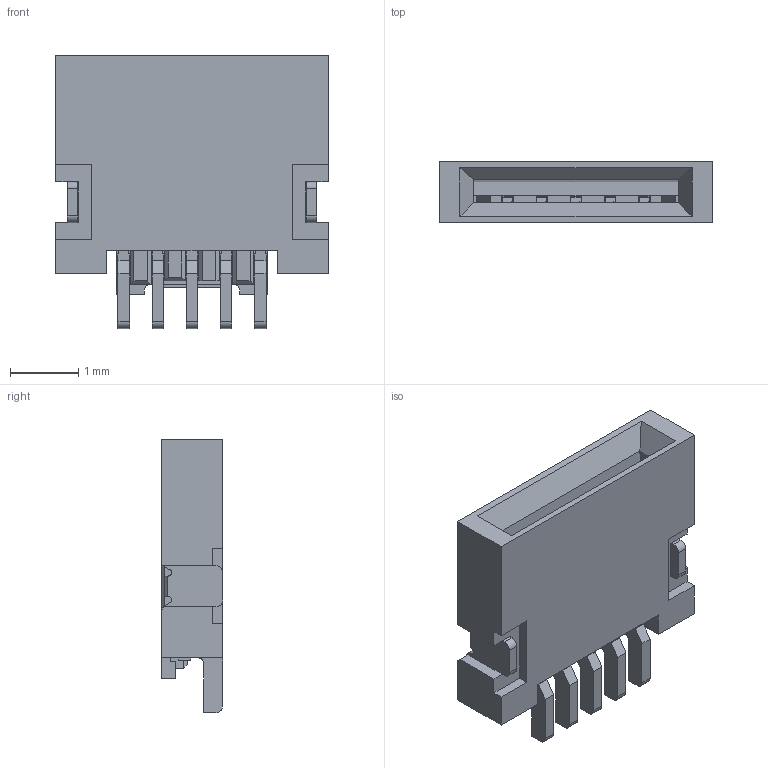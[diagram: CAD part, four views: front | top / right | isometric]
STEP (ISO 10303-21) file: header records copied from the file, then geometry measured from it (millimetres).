
FILE_DESCRIPTION (( 'STEP AP214' ), '1' );
FILE_NAME ('reoriented-59453-051110EDHLF.STEP', '2023-08-31T21:46:42', ( '' ), ( '' ), 'SwSTEP 2.0', 'SolidWorks 2021', '' );
FILE_SCHEMA (( 'AUTOMOTIVE_DESIGN' ));
Length unit declared in the file: millimetre
Products named in the file (1): reoriented-59453-051110EDHLF
Bounding box: 4 x 0.9 x 4 mm (x, y, z)
Volume: 8.3 mm3; surface area: 92.1 mm2
Topology: 1 solids, 1 shells, 698 faces, 2134 edges, 1347 vertices
Faces by surface type: plane 615, cylinder 83
Entity records: 23494 total; most frequent: CARTESIAN_POINT 4290, ORIENTED_EDGE 4268, DIRECTION 3660, EDGE_CURVE 2134, LINE 1966, VECTOR 1966, VERTEX_POINT 1347, AXIS2_PLACEMENT_3D 847
